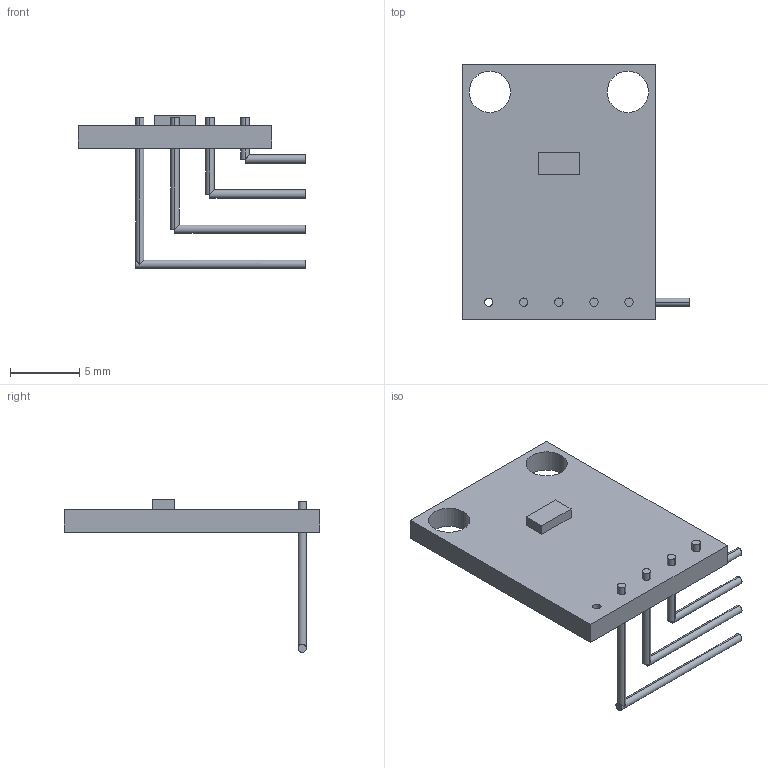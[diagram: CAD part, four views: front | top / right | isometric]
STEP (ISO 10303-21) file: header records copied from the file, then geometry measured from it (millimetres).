
FILE_DESCRIPTION (( 'STEP AP214' ), '1' );
FILE_NAME ('bh1750_90deg.STEP', '2024-08-10T08:57:52', ( '' ), ( '' ), 'SwSTEP 2.0', 'SolidWorks 2023', '' );
FILE_SCHEMA (( 'AUTOMOTIVE_DESIGN' ));
Length unit declared in the file: millimetre
Products named in the file (4): bh1750_90deg; pcb_Standard; sensor_Standard; pin90_Standard
Assembly tree (3 placements, depth 2):
  bh1750_90deg
    pcb_Standard
    sensor_Standard
    pin90_Standard
Bounding box: 16.48 x 18.5 x 11.07 mm (x, y, z)
Volume: 410 mm3; surface area: 768 mm2
Topology: 6 solids, 6 shells, 57 faces, 122 edges, 77 vertices
Faces by surface type: cylinder 30, plane 27
Entity records: 1723 total; most frequent: DIRECTION 293, CARTESIAN_POINT 292, ORIENTED_EDGE 244, EDGE_CURVE 122, AXIS2_PLACEMENT_3D 118, VERTEX_POINT 77, EDGE_LOOP 71, LINE 57
